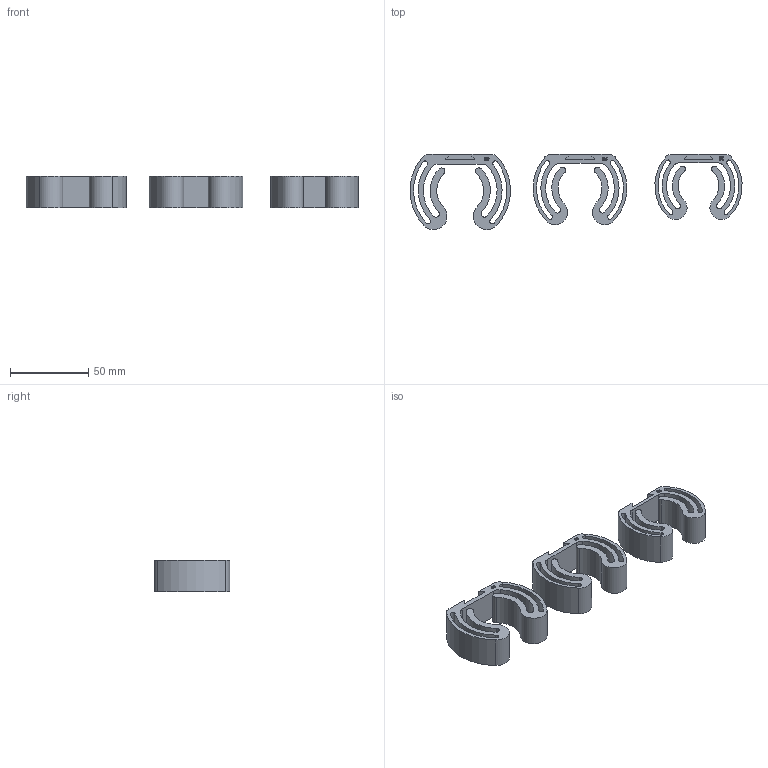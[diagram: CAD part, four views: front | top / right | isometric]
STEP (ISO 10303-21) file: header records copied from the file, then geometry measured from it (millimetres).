
FILE_DESCRIPTION(/* description */ (''),/* implementation_level */ '2;1');
FILE_NAME(/* name */ 'paddle-holder.step',/* time_stamp */ '2025-12-21T00:46:57-05:00',/* author */ (''),/* organization */ (''),/* preprocessor_version */ 'ST-DEVELOPER v20.1',/* originating_system */ 'Autodesk Translation Framework v14.21.0.0',/* authorisation */ '');
FILE_SCHEMA (('AUTOMOTIVE_DESIGN { 1 0 10303 214 3 1 1 }'));
Length unit declared in the file: millimetre
Products named in the file (1): paddle-holder
Bounding box: 212.14 x 48.06 x 20 mm (x, y, z)
Volume: 60728 mm3; surface area: 41454.8 mm2
Topology: 3 solids, 3 shells, 270 faces, 762 edges, 508 vertices
Faces by surface type: bspline 134, cylinder 90, plane 46
Entity records: 10121 total; most frequent: CARTESIAN_POINT 3819, ORIENTED_EDGE 1524, DIRECTION 948, EDGE_CURVE 762, VERTEX_POINT 508, AXIS2_PLACEMENT_3D 317, LINE 314, VECTOR 314
